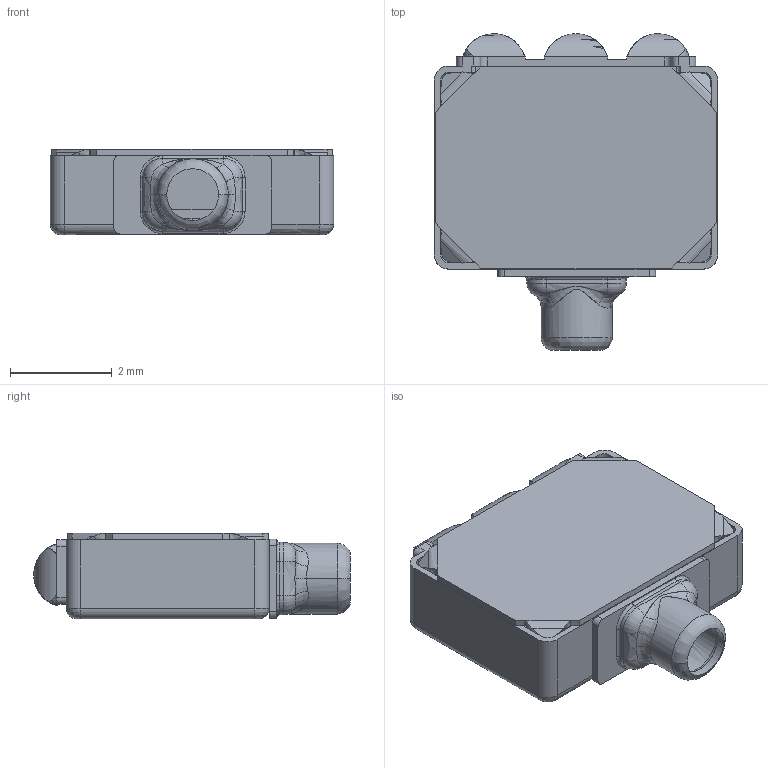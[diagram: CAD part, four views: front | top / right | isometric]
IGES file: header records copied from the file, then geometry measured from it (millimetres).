
Start section:  PTC IGES file: EA-23006-A66_sw.igs
Global section: file name: EA-23006-A66_sw.igs; native system: Creo Parametric by Parametric Technology Corporation; preprocessor: 2012480; author: LilWang; organization: Unknown; date: 20130425.144233; units: inch
Bounding box: 5.56 x 6.21 x 1.68 mm (x, y, z)
Surface area: 160 mm2 (no closed solid volume)
Topology: 0 solids, 0 shells, 248 faces, 1252 edges, 1252 vertices
Faces by surface type: bspline 126, revolution 122
